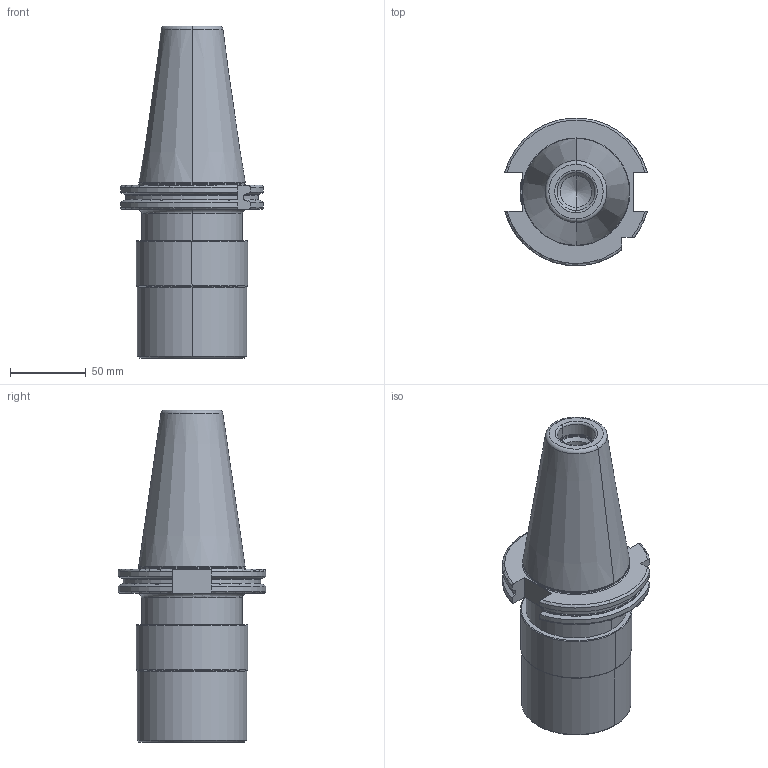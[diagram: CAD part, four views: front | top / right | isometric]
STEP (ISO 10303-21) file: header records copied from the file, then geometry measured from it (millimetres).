
FILE_DESCRIPTION((''),'2;1');
FILE_NAME('502_16_36_1','2020-10-08T',('104091'),(''),'CREO PARAMETRIC BY PTC INC, 2016260','CREO PARAMETRIC BY PTC INC, 2016260','');
FILE_SCHEMA(('CONFIG_CONTROL_DESIGN'));
Length unit declared in the file: millimetre
Products named in the file (1): 502_16_36_1
Bounding box: 94.05 x 97.31 x 218.75 mm (x, y, z)
Volume: 618532.6 mm3; surface area: 77883.8 mm2
Topology: 1 solids, 2 shells, 144 faces, 354 edges, 212 vertices
Faces by surface type: torus 42, cylinder 37, plane 31, cone 28, sphere 6
Entity records: 4598 total; most frequent: CARTESIAN_POINT 1163, DIRECTION 763, ORIENTED_EDGE 688, EDGE_CURVE 344, AXIS2_PLACEMENT_3D 323, VERTEX_POINT 212, CIRCLE 176, EDGE_LOOP 154
